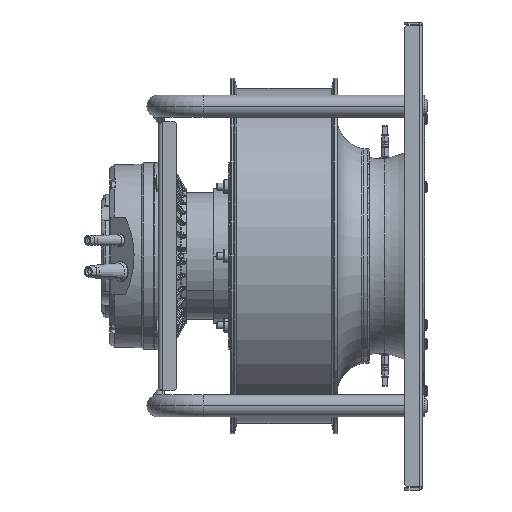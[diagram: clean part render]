
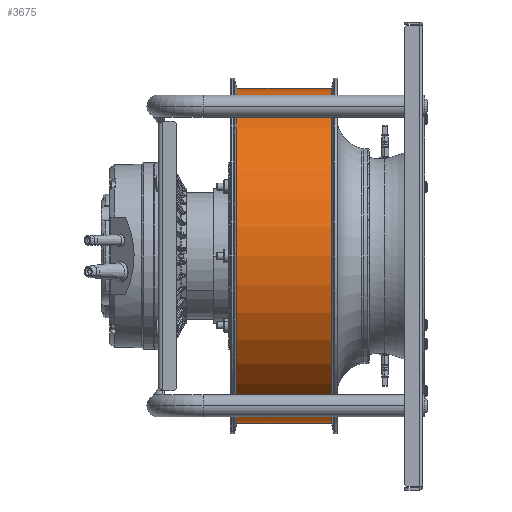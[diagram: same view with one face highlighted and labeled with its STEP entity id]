
A CAD part, left-side view. The second image highlights one B-rep face of the part: STEP entity #3675.
In plain terms, the highlighted cylindrical face has radius 134.285 mm (diameter 268.57 mm), a partial arc.
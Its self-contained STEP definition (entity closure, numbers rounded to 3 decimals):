
#623=CARTESIAN_POINT('',(0.,-5.,0.));
#624=DIRECTION('',(0.,1.,0.));
#625=DIRECTION('',(0.,0.,-1.));
#626=AXIS2_PLACEMENT_3D('',#623,#624,#625);
#648=DIRECTION('',(0.,-1.,0.));
#649=VECTOR('',#648,76.);
#650=CARTESIAN_POINT('',(0.,-5.,-134.285));
#651=LINE('',#650,#649);
#652=DIRECTION('',(0.,1.,0.));
#653=VECTOR('',#652,76.);
#654=CARTESIAN_POINT('',(0.,-81.,134.285));
#655=LINE('',#654,#653);
#666=CARTESIAN_POINT('',(0.,-81.,0.));
#667=DIRECTION('',(0.,-1.,0.));
#668=DIRECTION('',(0.,0.,1.));
#669=AXIS2_PLACEMENT_3D('',#666,#667,#668);
#2491=CARTESIAN_POINT('',(0.,-5.,-134.285));
#2492=CARTESIAN_POINT('',(0.,-5.,134.285));
#2493=VERTEX_POINT('',#2491);
#2494=VERTEX_POINT('',#2492);
#2711=CARTESIAN_POINT('',(0.,-81.,134.285));
#2712=VERTEX_POINT('',#2711);
#2713=CARTESIAN_POINT('',(0.,-81.,-134.285));
#2714=VERTEX_POINT('',#2713);
#3661=CARTESIAN_POINT('',(0.,-3.48,0.));
#3662=DIRECTION('',(0.,-1.,0.));
#3663=DIRECTION('',(0.,0.,1.));
#3664=AXIS2_PLACEMENT_3D('',#3661,#3662,#3663);
#3665=CYLINDRICAL_SURFACE('',#3664,134.285);
#3666=ORIENTED_EDGE('',*,*,#3640,.T.);
#3668=ORIENTED_EDGE('',*,*,#3667,.F.);
#3670=ORIENTED_EDGE('',*,*,#3669,.T.);
#3672=ORIENTED_EDGE('',*,*,#3671,.F.);
#3673=EDGE_LOOP('',(#3666,#3668,#3670,#3672));
#3674=FACE_OUTER_BOUND('',#3673,.F.);
#3675=ADVANCED_FACE('',(#3674),#3665,.T.);
#627=CIRCLE('',#626,134.285);
#670=CIRCLE('',#669,134.285);
#3640=EDGE_CURVE('',#2493,#2494,#627,.T.);
#3667=EDGE_CURVE('',#2712,#2494,#655,.T.);
#3669=EDGE_CURVE('',#2712,#2714,#670,.T.);
#3671=EDGE_CURVE('',#2493,#2714,#651,.T.);
